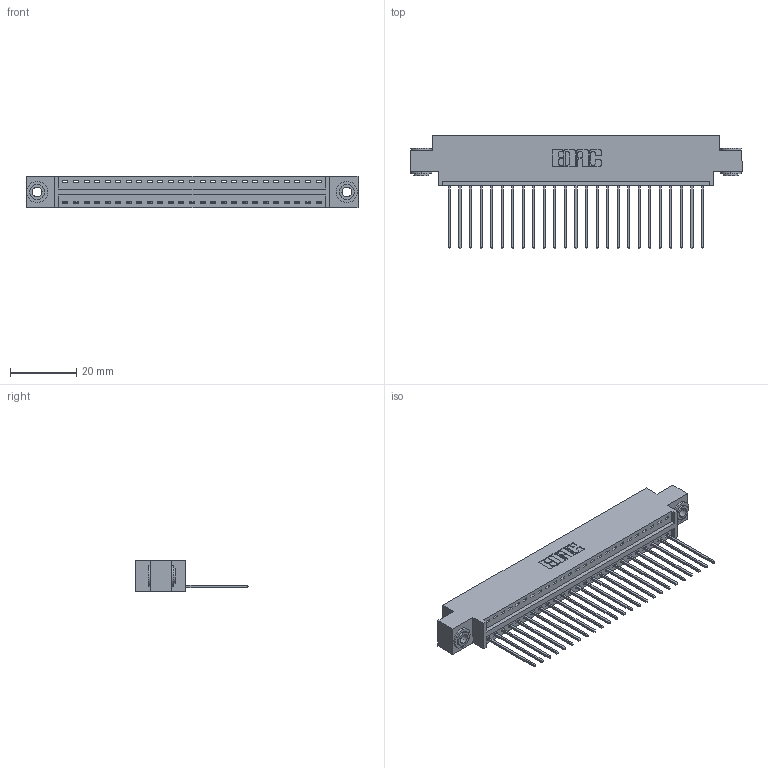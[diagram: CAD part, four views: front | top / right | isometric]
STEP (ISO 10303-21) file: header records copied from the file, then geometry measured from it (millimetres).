
FILE_DESCRIPTION (( 'STEP AP203' ), '1' );
FILE_NAME ('396-025-541-603.STEP', '2018-09-04T22:52:26', ( '' ), ( '' ), 'SwSTEP 2.0', 'SolidWorks 2016', '' );
FILE_SCHEMA (( 'CONFIG_CONTROL_DESIGN' ));
Length unit declared in the file: inch
Products named in the file (4): 396-025-541-603; 346 Part_0.170 Offset - 0.156 Dia-TH; 345-292-001_345-293-141; 345-250-002_345-250-002-102
Assembly tree (28 placements, depth 2):
  396-025-541-603
    346 Part_0.170 Offset - 0.156 Dia-TH
    345-292-001_345-293-141  x25
    345-250-002_345-250-002-102  x2
Bounding box: 99.95 x 34.29 x 9.4 mm (x, y, z)
Volume: 9397.5 mm3; surface area: 12434.5 mm2
Topology: 28 solids, 28 shells, 1614 faces, 4817 edges, 3174 vertices
Faces by surface type: plane 1090, cylinder 516, cone 8
Entity records: 18604 total; most frequent: CARTESIAN_POINT 3174, ORIENTED_EDGE 3126, DIRECTION 2851, EDGE_CURVE 1563, LINE 1307, VECTOR 1307, VERTEX_POINT 1038, AXIS2_PLACEMENT_3D 772
